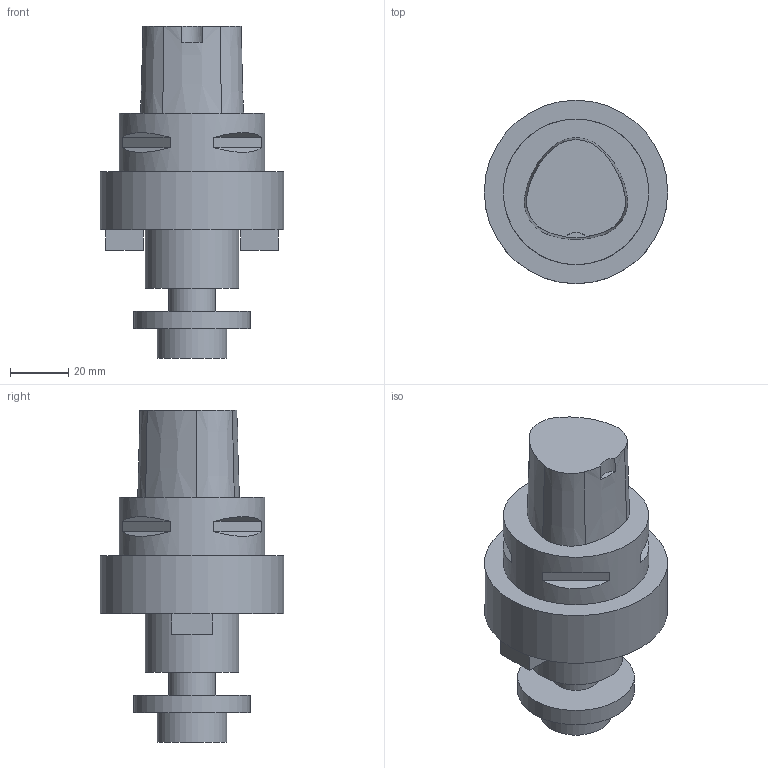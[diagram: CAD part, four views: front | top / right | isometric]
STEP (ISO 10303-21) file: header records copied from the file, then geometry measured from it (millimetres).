
FILE_DESCRIPTION(/* description */ ('3-D model version:1'),/* implementation_level */ '2;1');
FILE_NAME(/* name */ 'C5-391.05C-32040',/* time_stamp */ '2016-12-02T13:56:40',/* author */ ('InteractiveCad'),/* organization */ ('AB Sandvik Coromant'),/* preprocessor_version */ 'ST-DEVELOPER v11',/* originating_system */ 'SIEMENS UGS NX 6.0',/* authorization */ '');
FILE_SCHEMA(('AUTOMOTIVE_DESIGN'));
Length unit declared in the file: millimetre
Products named in the file (1): C5_391_05C_32040_SIM
Bounding box: 63 x 63 x 114 mm (x, y, z)
Volume: 160468.7 mm3; surface area: 23476.9 mm2
Topology: 1 solids, 1 shells, 44 faces, 90 edges, 60 vertices
Faces by surface type: plane 31, cylinder 7, cone 6
Full cylindrical faces by diameter (mm): 16 x1, 24 x1, 32 x1, 40 x1, 50 x1, 63 x1
Entity records: 1240 total; most frequent: DIRECTION 214, CARTESIAN_POINT 198, ORIENTED_EDGE 168, EDGE_CURVE 84, AXIS2_PLACEMENT_3D 84, EDGE_LOOP 62, VERTEX_POINT 60, LINE 46
